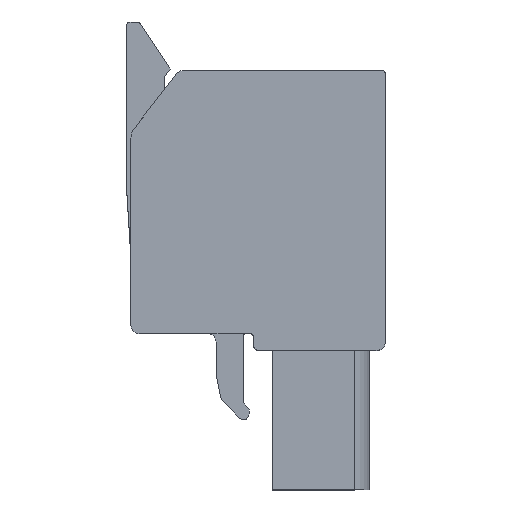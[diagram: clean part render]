
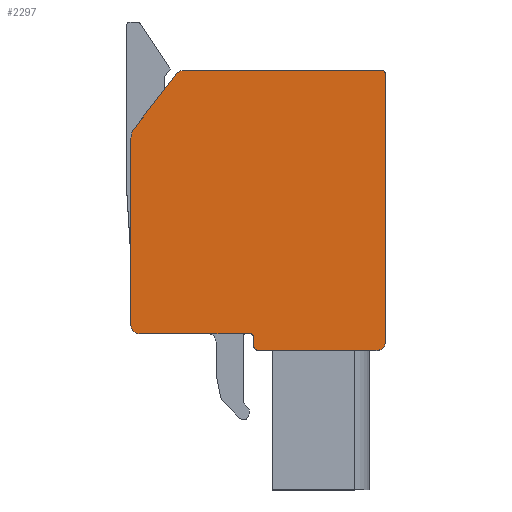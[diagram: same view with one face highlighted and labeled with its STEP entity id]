
A CAD part, top view. The second image highlights one B-rep face of the part: STEP entity #2297.
In plain terms, the highlighted planar face has unit normal (0, 0, 1).
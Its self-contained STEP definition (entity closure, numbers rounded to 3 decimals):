
#55=DIRECTION('',(1.,0.,0.));
#56=VECTOR('',#55,7.05);
#57=CARTESIAN_POINT('',(9.402,11.784,2.94));
#58=LINE('',#57,#56);
#217=CARTESIAN_POINT('',(9.402,12.084,2.94));
#218=DIRECTION('',(0.,0.,1.));
#219=DIRECTION('',(-1.,0.,0.));
#220=AXIS2_PLACEMENT_3D('',#217,#218,#219);
#222=DIRECTION('',(0.,-1.,0.));
#223=VECTOR('',#222,0.5);
#224=CARTESIAN_POINT('',(9.102,12.584,2.94));
#225=LINE('',#224,#223);
#226=CARTESIAN_POINT('',(8.902,12.584,2.94));
#227=DIRECTION('',(0.,0.,-1.));
#228=DIRECTION('',(0.,1.,0.));
#229=AXIS2_PLACEMENT_3D('',#226,#227,#228);
#231=DIRECTION('',(1.,0.,0.));
#232=VECTOR('',#231,6.61);
#233=CARTESIAN_POINT('',(2.292,12.784,2.94));
#234=LINE('',#233,#232);
#235=CARTESIAN_POINT('',(2.292,13.284,2.94));
#236=DIRECTION('',(0.,0.,1.));
#237=DIRECTION('',(-1.,0.,0.));
#238=AXIS2_PLACEMENT_3D('',#235,#236,#237);
#240=DIRECTION('',(0.,-1.,0.));
#241=VECTOR('',#240,11.132);
#242=CARTESIAN_POINT('',(1.792,24.416,2.94));
#243=LINE('',#242,#241);
#244=CARTESIAN_POINT('',(2.792,24.416,2.94));
#245=DIRECTION('',(0.,0.,1.));
#246=DIRECTION('',(-0.789,0.614,0.));
#247=AXIS2_PLACEMENT_3D('',#244,#245,#246);
#249=DIRECTION('',(-0.614,-0.789,0.));
#250=VECTOR('',#249,4.1);
#251=CARTESIAN_POINT('',(4.52,28.266,2.94));
#252=LINE('',#251,#250);
#253=CARTESIAN_POINT('',(4.915,27.959,2.94));
#254=DIRECTION('',(0.,0.,1.));
#255=DIRECTION('',(0.,1.,0.));
#256=AXIS2_PLACEMENT_3D('',#253,#254,#255);
#258=DIRECTION('',(-1.,0.,0.));
#259=VECTOR('',#258,11.838);
#260=CARTESIAN_POINT('',(16.752,28.459,2.94));
#261=LINE('',#260,#259);
#262=CARTESIAN_POINT('',(16.752,28.259,2.94));
#263=DIRECTION('',(0.,0.,1.));
#264=DIRECTION('',(1.,0.,0.));
#265=AXIS2_PLACEMENT_3D('',#262,#263,#264);
#267=DIRECTION('',(0.,1.,0.));
#268=VECTOR('',#267,15.975);
#269=CARTESIAN_POINT('',(16.952,12.284,2.94));
#270=LINE('',#269,#268);
#271=CARTESIAN_POINT('',(16.452,12.284,2.94));
#272=DIRECTION('',(0.,0.,1.));
#273=DIRECTION('',(0.,-1.,0.));
#274=AXIS2_PLACEMENT_3D('',#271,#272,#273);
#1511=CARTESIAN_POINT('',(2.003,25.03,2.94));
#1512=CARTESIAN_POINT('',(1.792,24.416,2.94));
#1513=VERTEX_POINT('',#1511);
#1514=VERTEX_POINT('',#1512);
#1515=CARTESIAN_POINT('',(1.792,13.284,2.94));
#1516=VERTEX_POINT('',#1515);
#1517=CARTESIAN_POINT('',(2.292,12.784,2.94));
#1518=VERTEX_POINT('',#1517);
#1519=CARTESIAN_POINT('',(8.902,12.784,2.94));
#1520=VERTEX_POINT('',#1519);
#1521=CARTESIAN_POINT('',(9.102,12.584,2.94));
#1522=VERTEX_POINT('',#1521);
#1523=CARTESIAN_POINT('',(9.102,12.084,2.94));
#1524=VERTEX_POINT('',#1523);
#1525=CARTESIAN_POINT('',(9.402,11.784,2.94));
#1526=VERTEX_POINT('',#1525);
#1527=CARTESIAN_POINT('',(16.452,11.784,2.94));
#1528=CARTESIAN_POINT('',(16.952,12.284,2.94));
#1529=VERTEX_POINT('',#1527);
#1530=VERTEX_POINT('',#1528);
#1531=CARTESIAN_POINT('',(16.952,28.259,2.94));
#1532=VERTEX_POINT('',#1531);
#1533=CARTESIAN_POINT('',(16.752,28.459,2.94));
#1534=VERTEX_POINT('',#1533);
#1535=CARTESIAN_POINT('',(4.915,28.459,2.94));
#1536=VERTEX_POINT('',#1535);
#1537=CARTESIAN_POINT('',(4.52,28.266,2.94));
#1538=VERTEX_POINT('',#1537);
#2263=CARTESIAN_POINT('',(0.,0.,2.94));
#2264=DIRECTION('',(0.,0.,1.));
#2265=DIRECTION('',(1.,0.,0.));
#2266=AXIS2_PLACEMENT_3D('',#2263,#2264,#2265);
#2267=PLANE('',#2266);
#2268=ORIENTED_EDGE('',*,*,#1966,.F.);
#2270=ORIENTED_EDGE('',*,*,#2269,.F.);
#2272=ORIENTED_EDGE('',*,*,#2271,.F.);
#2274=ORIENTED_EDGE('',*,*,#2273,.F.);
#2276=ORIENTED_EDGE('',*,*,#2275,.F.);
#2278=ORIENTED_EDGE('',*,*,#2277,.F.);
#2280=ORIENTED_EDGE('',*,*,#2279,.F.);
#2282=ORIENTED_EDGE('',*,*,#2281,.F.);
#2284=ORIENTED_EDGE('',*,*,#2283,.F.);
#2286=ORIENTED_EDGE('',*,*,#2285,.F.);
#2288=ORIENTED_EDGE('',*,*,#2287,.F.);
#2290=ORIENTED_EDGE('',*,*,#2289,.F.);
#2292=ORIENTED_EDGE('',*,*,#2291,.F.);
#2294=ORIENTED_EDGE('',*,*,#2293,.F.);
#2295=EDGE_LOOP('',(#2268,#2270,#2272,#2274,#2276,#2278,#2280,#2282,#2284,#2286,
#2288,#2290,#2292,#2294));
#2296=FACE_OUTER_BOUND('',#2295,.F.);
#2297=ADVANCED_FACE('',(#2296),#2267,.T.);
#221=CIRCLE('',#220,0.3);
#230=CIRCLE('',#229,0.2);
#239=CIRCLE('',#238,0.5);
#248=CIRCLE('',#247,1.);
#257=CIRCLE('',#256,0.5);
#266=CIRCLE('',#265,0.2);
#275=CIRCLE('',#274,0.5);
#1966=EDGE_CURVE('',#1526,#1529,#58,.T.);
#2269=EDGE_CURVE('',#1524,#1526,#221,.T.);
#2271=EDGE_CURVE('',#1522,#1524,#225,.T.);
#2273=EDGE_CURVE('',#1520,#1522,#230,.T.);
#2275=EDGE_CURVE('',#1518,#1520,#234,.T.);
#2277=EDGE_CURVE('',#1516,#1518,#239,.T.);
#2279=EDGE_CURVE('',#1514,#1516,#243,.T.);
#2281=EDGE_CURVE('',#1513,#1514,#248,.T.);
#2283=EDGE_CURVE('',#1538,#1513,#252,.T.);
#2285=EDGE_CURVE('',#1536,#1538,#257,.T.);
#2287=EDGE_CURVE('',#1534,#1536,#261,.T.);
#2289=EDGE_CURVE('',#1532,#1534,#266,.T.);
#2291=EDGE_CURVE('',#1530,#1532,#270,.T.);
#2293=EDGE_CURVE('',#1529,#1530,#275,.T.);
